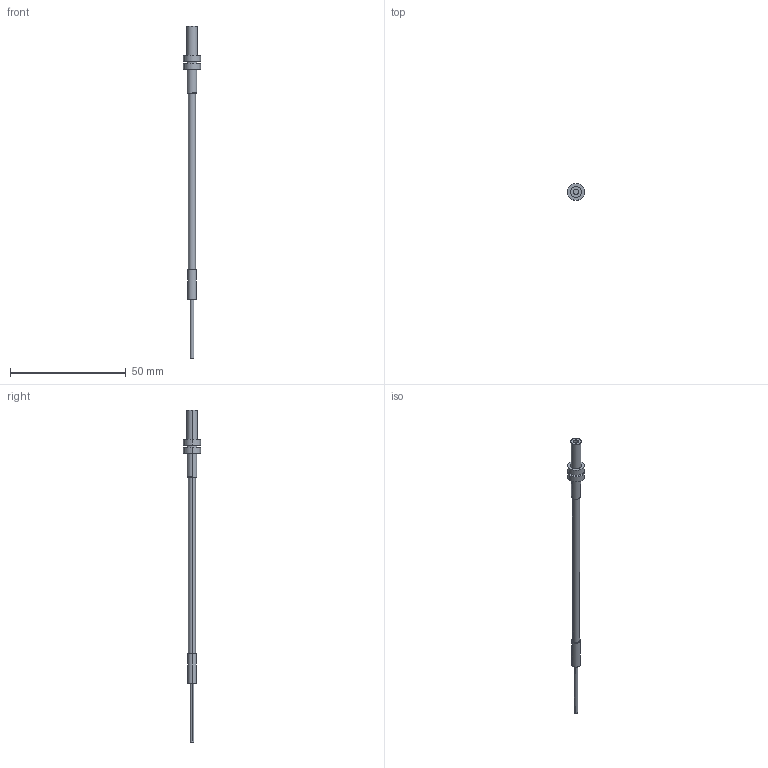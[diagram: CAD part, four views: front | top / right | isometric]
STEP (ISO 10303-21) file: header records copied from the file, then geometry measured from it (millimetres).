
FILE_DESCRIPTION((''),'2;1');
FILE_NAME('193315_ASM','2016-02-10T',('pdmadmin'),(''),'PRO/ENGINEER BY PARAMETRIC TECHNOLOGY CORPORATION, 2013230','PRO/ENGINEER BY PARAMETRIC TECHNOLOGY CORPORATION, 2013230','');
FILE_SCHEMA(('CONFIG_CONTROL_DESIGN'));
Length unit declared in the file: inch
Products named in the file (6): PVC_12_STRAIGHT_; PROBE_-15_X_-50; PROBE_-06_X_1-0; TERMINUS_NO_COLLAR-65_; 21072_ASM; 193315_ASM
Assembly tree (5 placements, depth 3):
  193315_ASM
    21072_ASM
      PVC_12_STRAIGHT_
      PROBE_-15_X_-50
      PROBE_-06_X_1-0
      TERMINUS_NO_COLLAR-65_
Bounding box: 7.37 x 7.37 x 143.51 mm (x, y, z)
Volume: 1137.5 mm3; surface area: 1964 mm2
Topology: 4 solids, 4 shells, 35 faces, 70 edges, 48 vertices
Faces by surface type: cylinder 22, plane 13
Entity records: 1127 total; most frequent: DIRECTION 216, CARTESIAN_POINT 168, ORIENTED_EDGE 140, AXIS2_PLACEMENT_3D 96, EDGE_CURVE 70, VERTEX_POINT 48, CIRCLE 46, EDGE_LOOP 44
